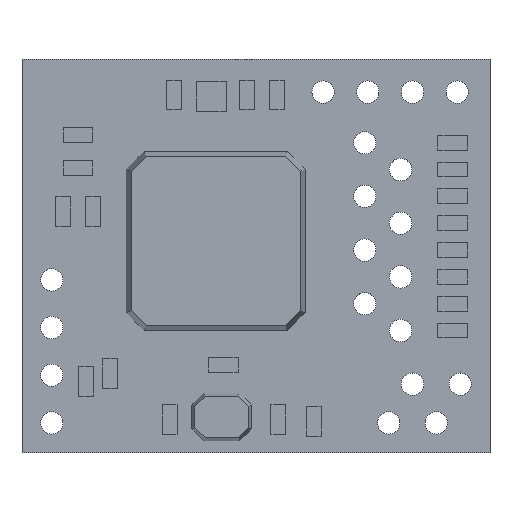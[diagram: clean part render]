
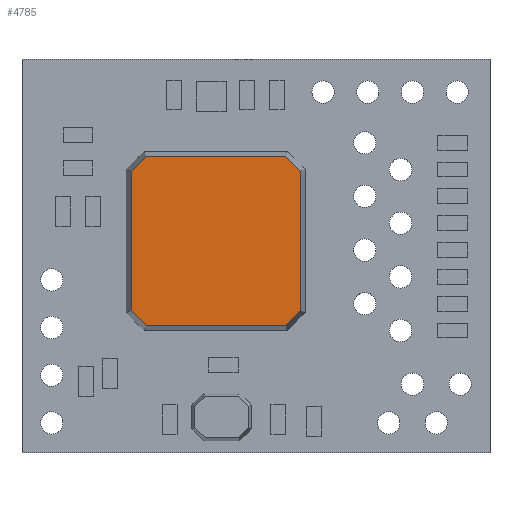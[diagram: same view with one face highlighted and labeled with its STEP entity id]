
A CAD part, top view. The second image highlights one B-rep face of the part: STEP entity #4785.
In plain terms, the highlighted planar face has unit normal (0, 0, 1).
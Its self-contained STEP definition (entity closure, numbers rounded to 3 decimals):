
#4509=CARTESIAN_POINT('Vertex',(4.166,9.941,0.9)) ;
#4515=CARTESIAN_POINT('Vertex',(3.659,9.434,0.9)) ;
#4518=CARTESIAN_POINT('Line Origine',(3.913,9.687,0.9)) ;
#4569=CARTESIAN_POINT('Vertex',(8.834,9.941,0.9)) ;
#4572=CARTESIAN_POINT('Line Origine',(6.5,9.941,0.9)) ;
#4606=CARTESIAN_POINT('Line Origine',(9.087,9.687,0.9)) ;
#4610=CARTESIAN_POINT('Vertex',(9.341,9.434,0.9)) ;
#4663=CARTESIAN_POINT('Vertex',(9.341,4.766,0.9)) ;
#4666=CARTESIAN_POINT('Line Origine',(9.341,7.1,0.9)) ;
#4703=CARTESIAN_POINT('Vertex',(8.834,4.259,0.9)) ;
#4706=CARTESIAN_POINT('Line Origine',(9.087,4.513,0.9)) ;
#4726=CARTESIAN_POINT('Vertex',(3.659,4.766,0.9)) ;
#4729=CARTESIAN_POINT('Line Origine',(3.659,7.1,0.9)) ;
#4758=CARTESIAN_POINT('Axis2P3D Location',(0.,0.,0.9)) ;
#4763=CARTESIAN_POINT('Line Origine',(6.5,4.259,0.9)) ;
#4767=CARTESIAN_POINT('Vertex',(4.166,4.259,0.9)) ;
#4770=CARTESIAN_POINT('Line Origine',(3.913,4.513,0.9)) ;
#4519=DIRECTION('Vector Direction',(-0.707,-0.707,0.)) ;
#4573=DIRECTION('Vector Direction',(1.,0.,0.)) ;
#4607=DIRECTION('Vector Direction',(0.707,-0.707,0.)) ;
#4667=DIRECTION('Vector Direction',(0.,-1.,0.)) ;
#4707=DIRECTION('Vector Direction',(0.707,0.707,0.)) ;
#4730=DIRECTION('Vector Direction',(0.,1.,0.)) ;
#4759=DIRECTION('Axis2P3D Direction',(0.,0.,1.)) ;
#4760=DIRECTION('Axis2P3D XDirection',(1.,0.,0.)) ;
#4764=DIRECTION('Vector Direction',(-1.,0.,0.)) ;
#4771=DIRECTION('Vector Direction',(-0.707,0.707,0.)) ;
#4761=AXIS2_PLACEMENT_3D('Plane Axis2P3D',#4758,#4759,#4760) ;
#4776=ORIENTED_EDGE('',*,*,#4769,.T.) ;
#4777=ORIENTED_EDGE('',*,*,#4710,.F.) ;
#4778=ORIENTED_EDGE('',*,*,#4670,.T.) ;
#4779=ORIENTED_EDGE('',*,*,#4612,.F.) ;
#4780=ORIENTED_EDGE('',*,*,#4576,.T.) ;
#4781=ORIENTED_EDGE('',*,*,#4522,.F.) ;
#4782=ORIENTED_EDGE('',*,*,#4733,.T.) ;
#4783=ORIENTED_EDGE('',*,*,#4774,.F.) ;
#4520=VECTOR('Line Direction',#4519,1.) ;
#4574=VECTOR('Line Direction',#4573,1.) ;
#4608=VECTOR('Line Direction',#4607,1.) ;
#4668=VECTOR('Line Direction',#4667,1.) ;
#4708=VECTOR('Line Direction',#4707,1.) ;
#4731=VECTOR('Line Direction',#4730,1.) ;
#4765=VECTOR('Line Direction',#4764,1.) ;
#4772=VECTOR('Line Direction',#4771,1.) ;
#4785=ADVANCED_FACE('PartBody',(#4784),#4762,.T.) ;
#4522=EDGE_CURVE('',#4516,#4510,#4521,.F.) ;
#4576=EDGE_CURVE('',#4570,#4510,#4575,.F.) ;
#4612=EDGE_CURVE('',#4570,#4611,#4609,.T.) ;
#4670=EDGE_CURVE('',#4664,#4611,#4669,.F.) ;
#4710=EDGE_CURVE('',#4664,#4704,#4709,.F.) ;
#4733=EDGE_CURVE('',#4516,#4727,#4732,.F.) ;
#4769=EDGE_CURVE('',#4768,#4704,#4766,.F.) ;
#4774=EDGE_CURVE('',#4768,#4727,#4773,.T.) ;
#4775=EDGE_LOOP('',(#4776,#4777,#4778,#4779,#4780,#4781,#4782,#4783)) ;
#4784=FACE_OUTER_BOUND('',#4775,.T.) ;
#4521=LINE('Line',#4518,#4520) ;
#4575=LINE('Line',#4572,#4574) ;
#4609=LINE('Line',#4606,#4608) ;
#4669=LINE('Line',#4666,#4668) ;
#4709=LINE('Line',#4706,#4708) ;
#4732=LINE('Line',#4729,#4731) ;
#4766=LINE('Line',#4763,#4765) ;
#4773=LINE('Line',#4770,#4772) ;
#4762=PLANE('',#4761) ;
#4510=VERTEX_POINT('',#4509) ;
#4516=VERTEX_POINT('',#4515) ;
#4570=VERTEX_POINT('',#4569) ;
#4611=VERTEX_POINT('',#4610) ;
#4664=VERTEX_POINT('',#4663) ;
#4704=VERTEX_POINT('',#4703) ;
#4727=VERTEX_POINT('',#4726) ;
#4768=VERTEX_POINT('',#4767) ;
